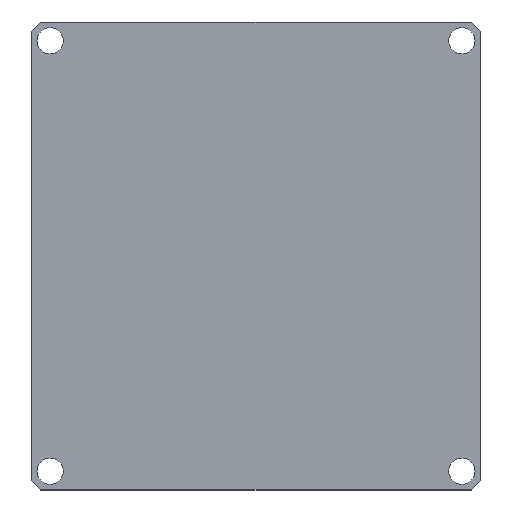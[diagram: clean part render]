
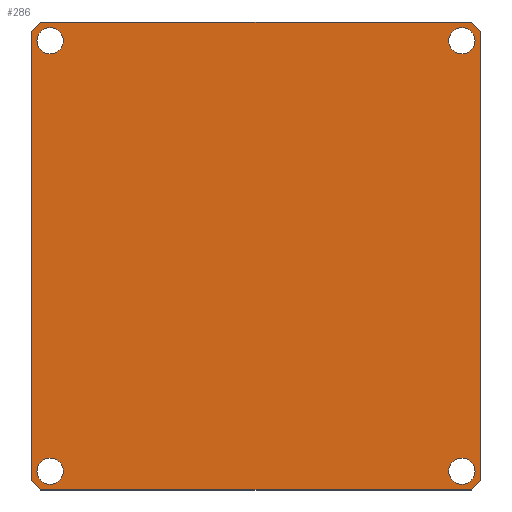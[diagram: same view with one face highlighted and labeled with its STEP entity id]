
A CAD part, top view. The second image highlights one B-rep face of the part: STEP entity #286.
In plain terms, the highlighted planar face has unit normal (0, 0, 1).
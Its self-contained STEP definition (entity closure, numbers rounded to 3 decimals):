
#27=FACE_BOUND('',#71,.T.);
#28=FACE_BOUND('',#72,.T.);
#29=FACE_BOUND('',#73,.T.);
#30=FACE_BOUND('',#74,.T.);
#35=CIRCLE('',#314,1.4);
#36=CIRCLE('',#316,1.4);
#37=CIRCLE('',#318,1.4);
#38=CIRCLE('',#320,1.4);
#52=FACE_OUTER_BOUND('',#70,.T.);
#70=EDGE_LOOP('',(#251,#252,#253,#254,#255,#256,#257,#258));
#71=EDGE_LOOP('',(#259));
#72=EDGE_LOOP('',(#260));
#73=EDGE_LOOP('',(#261));
#74=EDGE_LOOP('',(#262));
#75=LINE('',#408,#103);
#81=LINE('',#419,#109);
#88=LINE('',#443,#116);
#91=LINE('',#448,#119);
#93=LINE('',#452,#121);
#95=LINE('',#456,#123);
#101=LINE('',#475,#129);
#102=LINE('',#477,#130);
#103=VECTOR('',#331,10.);
#109=VECTOR('',#339,10.);
#116=VECTOR('',#358,10.);
#119=VECTOR('',#363,10.);
#121=VECTOR('',#367,10.);
#123=VECTOR('',#371,10.);
#129=VECTOR('',#395,10.);
#130=VECTOR('',#398,10.);
#131=VERTEX_POINT('',#406);
#132=VERTEX_POINT('',#407);
#136=VERTEX_POINT('',#417);
#146=VERTEX_POINT('',#441);
#147=VERTEX_POINT('',#442);
#148=VERTEX_POINT('',#447);
#149=VERTEX_POINT('',#451);
#150=VERTEX_POINT('',#455);
#151=VERTEX_POINT('',#459);
#152=VERTEX_POINT('',#463);
#153=VERTEX_POINT('',#467);
#154=VERTEX_POINT('',#471);
#155=EDGE_CURVE('',#131,#132,#75,.T.);
#161=EDGE_CURVE('',#131,#136,#81,.T.);
#172=EDGE_CURVE('',#146,#147,#88,.T.);
#175=EDGE_CURVE('',#148,#147,#91,.T.);
#177=EDGE_CURVE('',#148,#149,#93,.T.);
#179=EDGE_CURVE('',#150,#136,#95,.T.);
#181=EDGE_CURVE('',#151,#151,#35,.T.);
#183=EDGE_CURVE('',#152,#152,#36,.T.);
#185=EDGE_CURVE('',#153,#153,#37,.T.);
#187=EDGE_CURVE('',#154,#154,#38,.T.);
#189=EDGE_CURVE('',#146,#132,#101,.T.);
#190=EDGE_CURVE('',#150,#149,#102,.T.);
#251=ORIENTED_EDGE('',*,*,#155,.F.);
#252=ORIENTED_EDGE('',*,*,#161,.T.);
#253=ORIENTED_EDGE('',*,*,#179,.F.);
#254=ORIENTED_EDGE('',*,*,#190,.T.);
#255=ORIENTED_EDGE('',*,*,#177,.F.);
#256=ORIENTED_EDGE('',*,*,#175,.T.);
#257=ORIENTED_EDGE('',*,*,#172,.F.);
#258=ORIENTED_EDGE('',*,*,#189,.T.);
#259=ORIENTED_EDGE('',*,*,#187,.T.);
#260=ORIENTED_EDGE('',*,*,#185,.T.);
#261=ORIENTED_EDGE('',*,*,#183,.T.);
#262=ORIENTED_EDGE('',*,*,#181,.T.);
#272=PLANE('',#323);
#286=ADVANCED_FACE('',(#52,#27,#28,#29,#30),#272,.T.);
#314=AXIS2_PLACEMENT_3D('',#460,#375,#376);
#316=AXIS2_PLACEMENT_3D('',#464,#380,#381);
#318=AXIS2_PLACEMENT_3D('',#468,#385,#386);
#320=AXIS2_PLACEMENT_3D('',#472,#390,#391);
#323=AXIS2_PLACEMENT_3D('',#478,#399,#400);
#331=DIRECTION('',(-0.707,0.707,0.));
#339=DIRECTION('',(1.,0.,0.));
#358=DIRECTION('',(0.707,0.707,0.));
#363=DIRECTION('',(-1.,0.,0.));
#367=DIRECTION('',(0.707,-0.707,0.));
#371=DIRECTION('',(-0.707,-0.707,0.));
#375=DIRECTION('center_axis',(0.,0.,
-1.));
#376=DIRECTION('ref_axis',(-1.,0.,0.));
#380=DIRECTION('center_axis',(0.,0.,
-1.));
#381=DIRECTION('ref_axis',(-1.,0.,0.));
#385=DIRECTION('center_axis',(0.,0.,
-1.));
#386=DIRECTION('ref_axis',(-1.,0.,0.));
#390=DIRECTION('center_axis',(0.,0.,
-1.));
#391=DIRECTION('ref_axis',(-1.,0.,0.));
#395=DIRECTION('',(0.,-1.,0.));
#398=DIRECTION('',(0.,1.,0.));
#399=DIRECTION('center_axis',(0.,0.,
1.));
#400=DIRECTION('ref_axis',(-1.,0.,0.));
#406=CARTESIAN_POINT('',(-23.,-110.922,35.368));
#407=CARTESIAN_POINT('',(-24.,-109.922,35.368));
#408=CARTESIAN_POINT('',(-23.75,-110.172,35.368));
#417=CARTESIAN_POINT('',(23.,-110.922,35.368));
#419=CARTESIAN_POINT('',(24.,-110.922,35.368));
#441=CARTESIAN_POINT('',(-24.,-61.922,35.368));
#442=CARTESIAN_POINT('',(-23.,-60.922,35.368));
#443=CARTESIAN_POINT('',(-23.75,-61.672,35.368));
#447=CARTESIAN_POINT('',(23.,-60.922,35.368));
#448=CARTESIAN_POINT('',(-24.,-60.922,35.368));
#451=CARTESIAN_POINT('',(24.,-61.922,35.368));
#452=CARTESIAN_POINT('',(23.75,-61.672,35.368));
#455=CARTESIAN_POINT('',(24.,-109.922,35.368));
#456=CARTESIAN_POINT('',(23.75,-110.172,35.368));
#459=CARTESIAN_POINT('',(-20.6,-108.922,35.368));
#460=CARTESIAN_POINT('Origin',(-22.,-108.922,35.368));
#463=CARTESIAN_POINT('',(23.4,-108.922,35.368));
#464=CARTESIAN_POINT('Origin',(22.,-108.922,35.368));
#467=CARTESIAN_POINT('',(-20.6,-62.922,35.368));
#468=CARTESIAN_POINT('Origin',(-22.,-62.922,35.368));
#471=CARTESIAN_POINT('',(23.4,-62.922,35.368));
#472=CARTESIAN_POINT('Origin',(22.,-62.922,35.368));
#475=CARTESIAN_POINT('',(-24.,-110.922,35.368));
#477=CARTESIAN_POINT('',(24.,-60.922,35.368));
#478=CARTESIAN_POINT('Origin',(0.,-85.922,
35.368));
